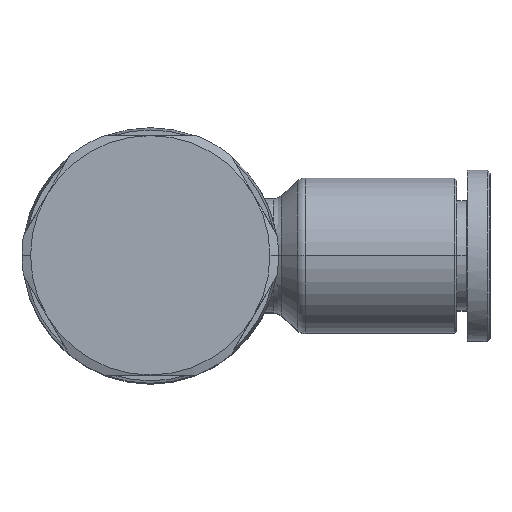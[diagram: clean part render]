
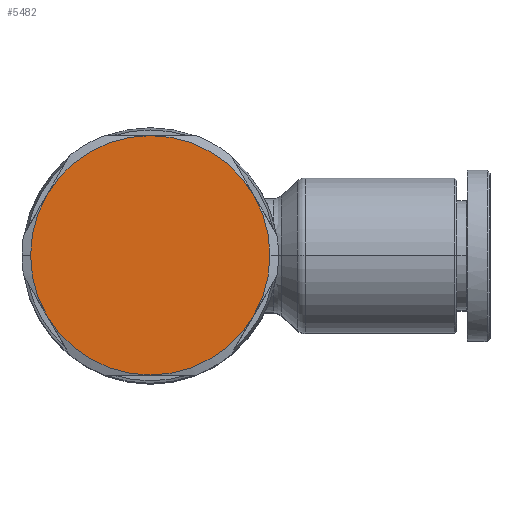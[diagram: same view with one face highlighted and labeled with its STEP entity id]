
A CAD part, top view. The second image highlights one B-rep face of the part: STEP entity #5482.
In plain terms, the highlighted planar face has unit normal (0, 0, 1).
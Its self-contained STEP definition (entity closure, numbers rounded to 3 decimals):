
#4411=CARTESIAN_POINT('',(-4.3,0.,14.5));
#4412=VERTEX_POINT('',#4411);
#4419=CARTESIAN_POINT('',(-2.893,5.25,14.5));
#4420=VERTEX_POINT('',#4419);
#4421=CARTESIAN_POINT('',(6.2,0.,14.5));
#4422=DIRECTION('',(0.0,0.0,1.0));
#4423=DIRECTION('',(1.0,0.0,0.0));
#4424=AXIS2_PLACEMENT_3D('',#4421,#4422,#4423);
#4425=CIRCLE('',#4424,10.5);
#4426=EDGE_CURVE('',#4420,#4412,#4425,.T.);
#4450=CARTESIAN_POINT('',(16.7,0.,14.5));
#4451=VERTEX_POINT('',#4450);
#4459=CARTESIAN_POINT('',(15.293,5.25,14.5));
#4460=VERTEX_POINT('',#4459);
#4474=CARTESIAN_POINT('',(6.2,0.,14.5));
#4475=DIRECTION('',(0.0,0.0,1.0));
#4476=DIRECTION('',(1.0,0.0,0.0));
#4477=AXIS2_PLACEMENT_3D('',#4474,#4475,#4476);
#4478=CIRCLE('',#4477,10.5);
#4479=EDGE_CURVE('',#4451,#4460,#4478,.T.);
#4854=CARTESIAN_POINT('',(15.293,-5.25,14.5));
#4855=VERTEX_POINT('',#4854);
#4856=CARTESIAN_POINT('',(6.2,0.,14.5));
#4857=DIRECTION('',(0.0,0.0,1.0));
#4858=DIRECTION('',(1.0,0.0,0.0));
#4859=AXIS2_PLACEMENT_3D('',#4856,#4857,#4858);
#4860=CIRCLE('',#4859,10.5);
#4861=EDGE_CURVE('',#4855,#4451,#4860,.T.);
#4895=CARTESIAN_POINT('',(6.2,-10.5,14.5));
#4896=VERTEX_POINT('',#4895);
#4932=CARTESIAN_POINT('',(6.2,0.,14.5));
#4933=DIRECTION('',(0.0,0.0,1.0));
#4934=DIRECTION('',(1.0,0.0,0.0));
#4935=AXIS2_PLACEMENT_3D('',#4932,#4933,#4934);
#4936=CIRCLE('',#4935,10.5);
#4937=EDGE_CURVE('',#4896,#4855,#4936,.T.);
#4962=CARTESIAN_POINT('',(-2.893,-5.25,14.5));
#4963=VERTEX_POINT('',#4962);
#4964=CARTESIAN_POINT('',(6.2,0.,14.5));
#4965=DIRECTION('',(0.0,0.0,1.0));
#4966=DIRECTION('',(1.0,0.0,0.0));
#4967=AXIS2_PLACEMENT_3D('',#4964,#4965,#4966);
#4968=CIRCLE('',#4967,10.5);
#4969=EDGE_CURVE('',#4963,#4896,#4968,.T.);
#5024=CARTESIAN_POINT('',(6.2,0.,14.5));
#5025=DIRECTION('',(0.0,0.0,1.0));
#5026=DIRECTION('',(1.0,0.0,0.0));
#5027=AXIS2_PLACEMENT_3D('',#5024,#5025,#5026);
#5028=CIRCLE('',#5027,10.5);
#5029=EDGE_CURVE('',#4412,#4963,#5028,.T.);
#5054=CARTESIAN_POINT('',(6.2,10.5,14.5));
#5055=VERTEX_POINT('',#5054);
#5056=CARTESIAN_POINT('',(6.2,0.,14.5));
#5057=DIRECTION('',(0.0,0.0,1.0));
#5058=DIRECTION('',(1.0,0.0,0.0));
#5059=AXIS2_PLACEMENT_3D('',#5056,#5057,#5058);
#5060=CIRCLE('',#5059,10.5);
#5061=EDGE_CURVE('',#5055,#4420,#5060,.T.);
#5108=CARTESIAN_POINT('',(6.2,0.,14.5));
#5109=DIRECTION('',(0.0,0.0,1.0));
#5110=DIRECTION('',(1.0,0.0,0.0));
#5111=AXIS2_PLACEMENT_3D('',#5108,#5109,#5110);
#5112=CIRCLE('',#5111,10.5);
#5113=EDGE_CURVE('',#4460,#5055,#5112,.T.);
#5467=CARTESIAN_POINT('',(6.2,0.,14.5));
#5468=DIRECTION('',(0.0,0.0,1.0));
#5469=DIRECTION('',(1.0,0.0,0.0));
#5470=AXIS2_PLACEMENT_3D('',#5467,#5468,#5469);
#5471=PLANE('',#5470);
#5472=ORIENTED_EDGE('',*,*,#5113,.T.);
#5473=ORIENTED_EDGE('',*,*,#5061,.T.);
#5474=ORIENTED_EDGE('',*,*,#4426,.T.);
#5475=ORIENTED_EDGE('',*,*,#5029,.T.);
#5476=ORIENTED_EDGE('',*,*,#4969,.T.);
#5477=ORIENTED_EDGE('',*,*,#4937,.T.);
#5478=ORIENTED_EDGE('',*,*,#4861,.T.);
#5479=ORIENTED_EDGE('',*,*,#4479,.T.);
#5480=EDGE_LOOP('',(#5472,#5473,#5474,#5475,#5476,#5477,#5478,#5479));
#5481=FACE_OUTER_BOUND('',#5480,.T.);
#5482=ADVANCED_FACE('',(#5481),#5471,.T.);
